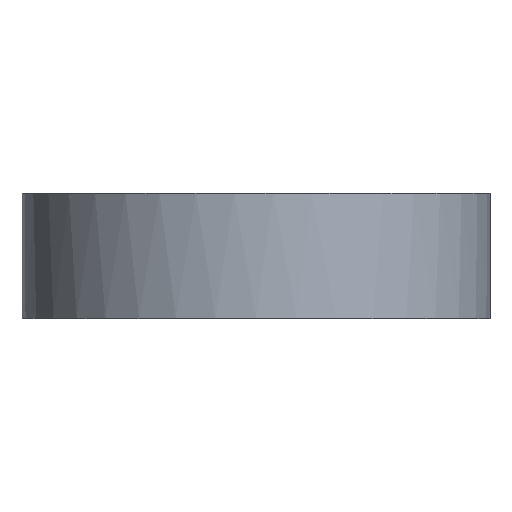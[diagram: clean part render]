
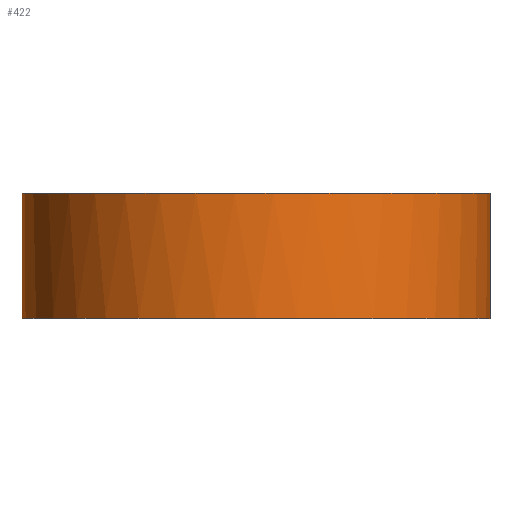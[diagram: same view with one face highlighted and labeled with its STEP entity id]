
A CAD part, top view. The second image highlights one B-rep face of the part: STEP entity #422.
In plain terms, the highlighted cylindrical face has radius 21.5 mm (diameter 43 mm), a full revolution.
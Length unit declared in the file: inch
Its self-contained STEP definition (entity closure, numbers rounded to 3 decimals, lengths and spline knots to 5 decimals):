
#42=FACE_OUTER_BOUND('',#64,.T.);
#64=EDGE_LOOP('',(#303,#304,#305,#306,#307,#308,#309,#310,#311,#312,#313,
#314));
#99=LINE('',#677,#127);
#102=LINE('',#686,#130);
#104=LINE('',#694,#132);
#105=LINE('',#698,#133);
#106=LINE('',#704,#134);
#127=VECTOR('',#539,0.3937);
#130=VECTOR('',#548,0.3937);
#132=VECTOR('',#556,0.84646);
#133=VECTOR('',#559,0.3937);
#134=VECTOR('',#566,0.3937);
#159=CIRCLE('',#475,0.84646);
#160=CIRCLE('',#476,0.84646);
#161=CIRCLE('',#477,0.84646);
#162=CIRCLE('',#478,0.84646);
#163=CIRCLE('',#479,0.84646);
#164=CIRCLE('',#480,0.84646);
#189=VERTEX_POINT('',#670);
#192=VERTEX_POINT('',#675);
#194=VERTEX_POINT('',#683);
#195=VERTEX_POINT('',#685);
#197=VERTEX_POINT('',#691);
#198=VERTEX_POINT('',#693);
#199=VERTEX_POINT('',#695);
#200=VERTEX_POINT('',#697);
#201=VERTEX_POINT('',#701);
#202=VERTEX_POINT('',#703);
#233=EDGE_CURVE('',#192,#189,#99,.T.);
#237=EDGE_CURVE('',#194,#195,#102,.T.);
#240=EDGE_CURVE('',#197,#197,#159,.T.);
#241=EDGE_CURVE('',#197,#198,#104,.T.);
#242=EDGE_CURVE('',#198,#199,#160,.T.);
#243=EDGE_CURVE('',#200,#199,#105,.T.);
#244=EDGE_CURVE('',#189,#200,#161,.T.);
#245=EDGE_CURVE('',#192,#195,#162,.T.);
#246=EDGE_CURVE('',#201,#194,#163,.T.);
#247=EDGE_CURVE('',#201,#202,#106,.T.);
#248=EDGE_CURVE('',#202,#198,#164,.T.);
#303=ORIENTED_EDGE('',*,*,#240,.F.);
#304=ORIENTED_EDGE('',*,*,#241,.T.);
#305=ORIENTED_EDGE('',*,*,#242,.T.);
#306=ORIENTED_EDGE('',*,*,#243,.F.);
#307=ORIENTED_EDGE('',*,*,#244,.F.);
#308=ORIENTED_EDGE('',*,*,#233,.F.);
#309=ORIENTED_EDGE('',*,*,#245,.T.);
#310=ORIENTED_EDGE('',*,*,#237,.F.);
#311=ORIENTED_EDGE('',*,*,#246,.F.);
#312=ORIENTED_EDGE('',*,*,#247,.T.);
#313=ORIENTED_EDGE('',*,*,#248,.T.);
#314=ORIENTED_EDGE('',*,*,#241,.F.);
#407=CYLINDRICAL_SURFACE('',#474,0.84646);
#422=ADVANCED_FACE('',(#42),#407,.T.);
#474=AXIS2_PLACEMENT_3D('',#690,#552,#553);
#475=AXIS2_PLACEMENT_3D('',#692,#554,#555);
#476=AXIS2_PLACEMENT_3D('',#696,#557,#558);
#477=AXIS2_PLACEMENT_3D('',#699,#560,#561);
#478=AXIS2_PLACEMENT_3D('',#700,#562,#563);
#479=AXIS2_PLACEMENT_3D('',#702,#564,#565);
#480=AXIS2_PLACEMENT_3D('',#705,#567,#568);
#539=DIRECTION('',(0.,-1.,0.));
#548=DIRECTION('',(0.,1.,0.));
#552=DIRECTION('center_axis',(0.,-1.,0.));
#553=DIRECTION('ref_axis',(-1.,0.,0.));
#554=DIRECTION('center_axis',(0.,-1.,0.));
#555=DIRECTION('ref_axis',(-1.,0.,0.));
#556=DIRECTION('',(0.,1.,0.));
#557=DIRECTION('center_axis',(0.,-1.,0.));
#558=DIRECTION('ref_axis',(-1.,0.,0.));
#559=DIRECTION('',(0.,1.,0.));
#560=DIRECTION('center_axis',(0.,1.,0.));
#561=DIRECTION('ref_axis',(-1.,0.,0.));
#562=DIRECTION('center_axis',(0.,-1.,0.));
#563=DIRECTION('ref_axis',(-1.,0.,0.));
#564=DIRECTION('center_axis',(0.,1.,0.));
#565=DIRECTION('ref_axis',(-1.,0.,0.));
#566=DIRECTION('',(0.,1.,0.));
#567=DIRECTION('center_axis',(0.,-1.,0.));
#568=DIRECTION('ref_axis',(-1.,0.,0.));
#670=CARTESIAN_POINT('',(-0.34782,0.,-0.77169));
#675=CARTESIAN_POINT('',(-0.34782,0.3937,-0.77169));
#677=CARTESIAN_POINT('',(-0.34782,0.,-0.77169));
#683=CARTESIAN_POINT('',(0.34782,0.,-0.77169));
#685=CARTESIAN_POINT('',(0.34782,0.3937,-0.77169));
#686=CARTESIAN_POINT('',(0.34782,0.,-0.77169));
#690=CARTESIAN_POINT('Origin',(0.,0.,0.));
#691=CARTESIAN_POINT('',(0.84646,-0.05906,0.));
#692=CARTESIAN_POINT('Origin',(0.,-0.05906,0.));
#693=CARTESIAN_POINT('',(0.84646,0.3937,0.));
#694=CARTESIAN_POINT('',(0.84646,0.,0.));
#695=CARTESIAN_POINT('',(-0.8463,0.3937,-0.01646));
#696=CARTESIAN_POINT('Origin',(0.,0.3937,0.));
#697=CARTESIAN_POINT('',(-0.8463,0.,-0.01646));
#698=CARTESIAN_POINT('',(-0.8463,0.,-0.01646));
#699=CARTESIAN_POINT('Origin',(0.,0.,0.));
#700=CARTESIAN_POINT('Origin',(0.,0.3937,0.));
#701=CARTESIAN_POINT('',(0.8463,0.,-0.01646));
#702=CARTESIAN_POINT('Origin',(0.,0.,0.));
#703=CARTESIAN_POINT('',(0.8463,0.3937,-0.01646));
#704=CARTESIAN_POINT('',(0.8463,0.,-0.01646));
#705=CARTESIAN_POINT('Origin',(0.,0.3937,0.));
